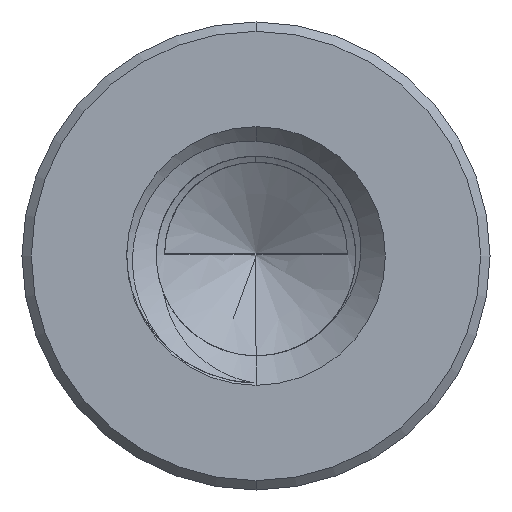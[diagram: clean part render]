
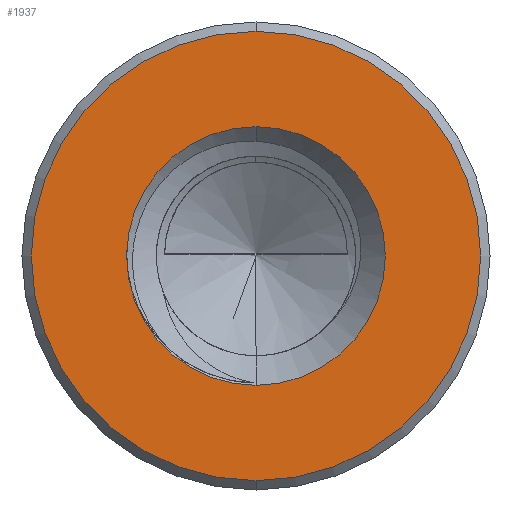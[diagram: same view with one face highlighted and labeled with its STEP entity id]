
A CAD part, front view. The second image highlights one B-rep face of the part: STEP entity #1937.
In plain terms, the highlighted planar face has unit normal (0, -1, 0).
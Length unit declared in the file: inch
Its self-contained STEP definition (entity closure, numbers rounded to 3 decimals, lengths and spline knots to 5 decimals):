
#117 = EDGE_CURVE ( 'NONE', #3989, #964, #3870, .T. ) ;
#142 = AXIS2_PLACEMENT_3D ( 'NONE', #1994, #3381, #1475 ) ;
#337 = VERTEX_POINT ( 'NONE', #1164 ) ;
#339 = DIRECTION ( 'NONE',  ( 0., 0., 1. ) ) ;
#557 = DIRECTION ( 'NONE',  ( 0., -1., 0. ) ) ;
#917 = CARTESIAN_POINT ( 'NONE',  ( 0., 0., -0.11985 ) ) ;
#964 = VERTEX_POINT ( 'NONE', #4571 ) ;
#1001 = ORIENTED_EDGE ( 'NONE', *, *, #117, .T. ) ;
#1059 = EDGE_CURVE ( 'NONE', #4547, #337, #1441, .T. ) ;
#1164 = CARTESIAN_POINT ( 'NONE',  ( 0., 0., -0.069 ) ) ;
#1190 = CARTESIAN_POINT ( 'NONE',  ( 0., 0., 0. ) ) ;
#1240 = AXIS2_PLACEMENT_3D ( 'NONE', #4381, #557, #5334 ) ;
#1441 = CIRCLE ( 'NONE', #2201, 0.069 ) ;
#1475 = DIRECTION ( 'NONE',  ( 0., 0., 1. ) ) ;
#1608 = AXIS2_PLACEMENT_3D ( 'NONE', #1741, #5052, #3703 ) ;
#1653 = ORIENTED_EDGE ( 'NONE', *, *, #1059, .T. ) ;
#1666 = DIRECTION ( 'NONE',  ( 0., 0., 1. ) ) ;
#1741 = CARTESIAN_POINT ( 'NONE',  ( 0., 0., 0. ) ) ;
#1822 = FACE_BOUND ( 'NONE', #5507, .T. ) ;
#1937 = ADVANCED_FACE ( 'NONE', ( #1822, #4711 ), #3572, .F. ) ;
#1994 = CARTESIAN_POINT ( 'NONE',  ( 0., 0., 0. ) ) ;
#2201 = AXIS2_PLACEMENT_3D ( 'NONE', #3324, #5073, #339 ) ;
#2353 = EDGE_CURVE ( 'NONE', #337, #4547, #6032, .T. ) ;
#2960 = CIRCLE ( 'NONE', #1240, 0.11985 ) ;
#3318 = ORIENTED_EDGE ( 'NONE', *, *, #4005, .T. ) ;
#3324 = CARTESIAN_POINT ( 'NONE',  ( 0., 0., 0. ) ) ;
#3381 = DIRECTION ( 'NONE',  ( 0., -1., 0. ) ) ;
#3572 = PLANE ( 'NONE',  #1608 ) ;
#3703 = DIRECTION ( 'NONE',  ( 0., 0., 1. ) ) ;
#3870 = CIRCLE ( 'NONE', #142, 0.11985 ) ;
#3989 = VERTEX_POINT ( 'NONE', #917 ) ;
#4005 = EDGE_CURVE ( 'NONE', #964, #3989, #2960, .T. ) ;
#4187 = CARTESIAN_POINT ( 'NONE',  ( 0., 0., 0.069 ) ) ;
#4381 = CARTESIAN_POINT ( 'NONE',  ( 0., 0., 0. ) ) ;
#4503 = DIRECTION ( 'NONE',  ( 0., 1., 0. ) ) ;
#4547 = VERTEX_POINT ( 'NONE', #4187 ) ;
#4571 = CARTESIAN_POINT ( 'NONE',  ( 0., 0., 0.11985 ) ) ;
#4711 = FACE_OUTER_BOUND ( 'NONE', #4876, .T. ) ;
#4876 = EDGE_LOOP ( 'NONE', ( #3318, #1001 ) ) ;
#5052 = DIRECTION ( 'NONE',  ( 0., 1., 0. ) ) ;
#5073 = DIRECTION ( 'NONE',  ( 0., 1., 0. ) ) ;
#5334 = DIRECTION ( 'NONE',  ( 0., 0., 1. ) ) ;
#5375 = AXIS2_PLACEMENT_3D ( 'NONE', #1190, #4503, #1666 ) ;
#5414 = ORIENTED_EDGE ( 'NONE', *, *, #2353, .T. ) ;
#5507 = EDGE_LOOP ( 'NONE', ( #5414, #1653 ) ) ;
#6032 = CIRCLE ( 'NONE', #5375, 0.069 ) ;
